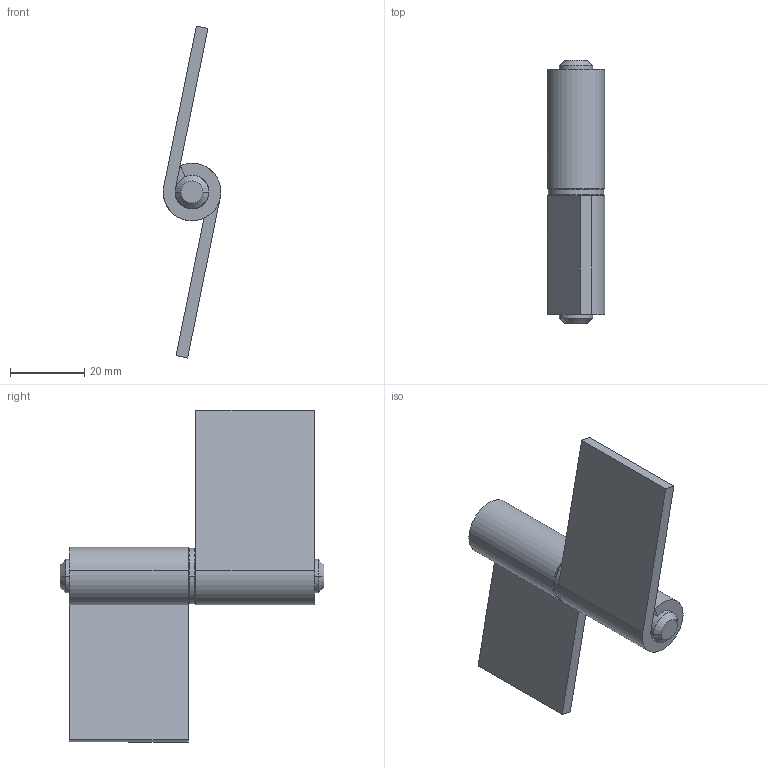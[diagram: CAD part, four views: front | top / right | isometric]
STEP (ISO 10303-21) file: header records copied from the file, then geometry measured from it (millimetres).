
FILE_DESCRIPTION (( 'STEP AP203' ), '1' );
FILE_NAME ('B-3-5.STEP', '2006-06-06T08:24:18', ( ' ' ), ( ' ' ), 'SwSTEP 2.0', 'SolidWorks 2005204', '' );
FILE_SCHEMA (( 'CONFIG_CONTROL_DESIGN' ));
Length unit declared in the file: millimetre
Products named in the file (3): B-3-5; b-3-5僔儍僼僩_棉太倌; B-3-5ヒンジ_ヒンジ1
Assembly tree (3 placements, depth 2):
  B-3-5
    B-3-5ヒンジ_ヒンジ1  x2
    b-3-5僔儍僼僩_棉太倌
Bounding box: 15.49 x 71 x 89.33 mm (x, y, z)
Volume: 20398.2 mm3; surface area: 13540.6 mm2
Topology: 3 solids, 3 shells, 38 faces, 82 edges, 52 vertices
Faces by surface type: plane 16, cylinder 14, cone 8
Entity records: 1083 total; most frequent: DIRECTION 154, CARTESIAN_POINT 128, ORIENTED_EDGE 116, AXIS2_PLACEMENT_3D 62, EDGE_CURVE 58, VERTEX_POINT 36, EDGE_LOOP 30, VECTOR 30
